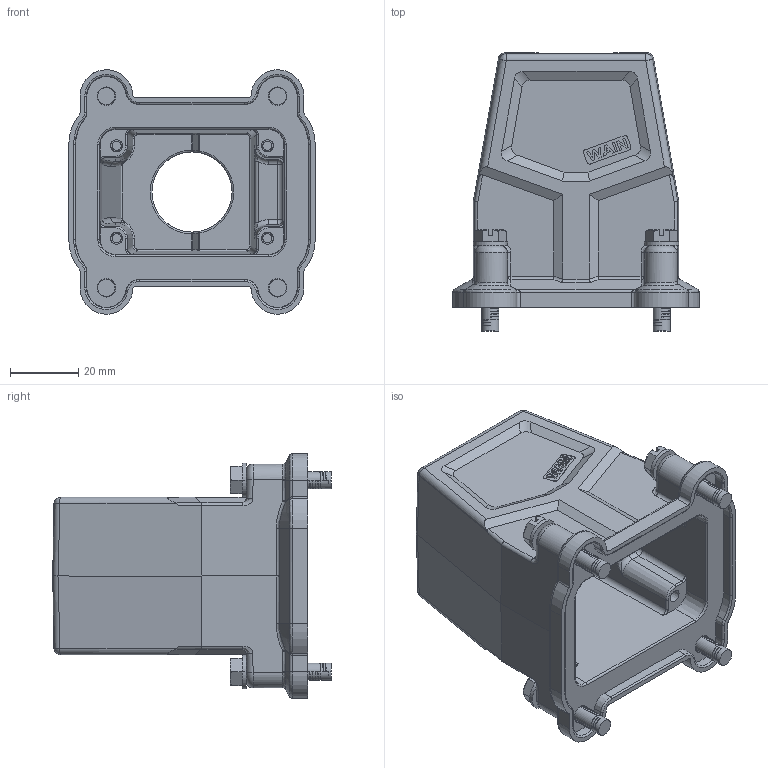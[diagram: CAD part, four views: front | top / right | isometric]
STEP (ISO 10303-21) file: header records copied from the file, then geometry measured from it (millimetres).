
FILE_DESCRIPTION((''),'2;1');
FILE_NAME('3D_1111064305002_EMC_W6B-TEH-4S','2020-11-11T',('lj.zou'),(''),'PRO/ENGINEER BY PARAMETRIC TECHNOLOGY CORPORATION, 2012480','PRO/ENGINEER BY PARAMETRIC TECHNOLOGY CORPORATION, 2012480','');
FILE_SCHEMA(('CONFIG_CONTROL_DESIGN'));
Length unit declared in the file: millimetre
Products named in the file (1): 3D_1111064305002_EMC_W6B-TEH-4S
Bounding box: 72 x 81.35 x 71.4 mm (x, y, z)
Volume: 80938.3 mm3; surface area: 37263.4 mm2
Topology: 1 solids, 1 shells, 654 faces, 2110 edges, 1480 vertices
Faces by surface type: plane 257, cylinder 191, bspline 72, cone 60, torus 52, sphere 22
Entity records: 28792 total; most frequent: CARTESIAN_POINT 11038, ORIENTED_EDGE 4188, DIRECTION 3126, EDGE_CURVE 2094, VERTEX_POINT 1480, VECTOR 1062, LINE 1062, AXIS2_PLACEMENT_3D 1032
